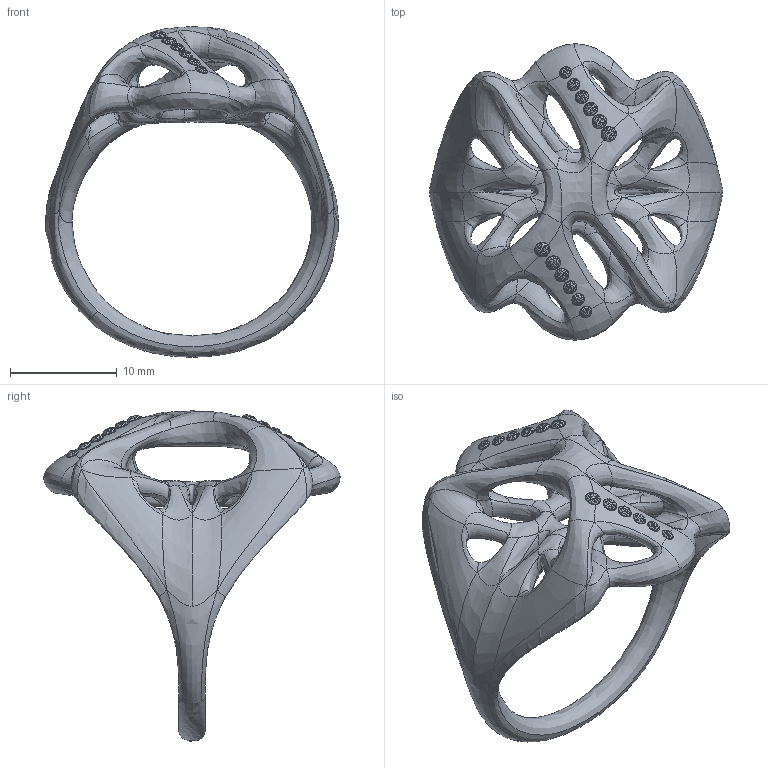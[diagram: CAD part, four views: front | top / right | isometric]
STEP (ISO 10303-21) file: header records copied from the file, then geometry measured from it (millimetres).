
FILE_DESCRIPTION(('FreeCAD Model'),'2;1');
FILE_NAME('Open CASCADE Shape Model','2025-05-04T03:12:29',('FreeCAD'),( 'FreeCAD'),'Open CASCADE STEP processor 7.6','FreeCAD','Unknown');
FILE_SCHEMA(('AUTOMOTIVE_DESIGN { 1 0 10303 214 1 1 1 1 }'));
Products named in the file (1): Open CASCADE STEP translator 7.6 1
Bounding box: 27.4 x 27.71 x 30.9 mm (x, y, z)
Volume: 1696.5 mm3; surface area: 2408.8 mm2
Topology: 14 solids, 14 shells, 1131 faces, 2114 edges, 981 vertices
Faces by surface type: bspline 1131
Entity records: 56052 total; most frequent: CARTESIAN_POINT 42184, ORIENTED_EDGE 4228, EDGE_CURVE 2114, B_SPLINE_CURVE_WITH_KNOTS 2038, FACE_BOUND 1139, EDGE_LOOP 1139, ADVANCED_FACE 1131, B_SPLINE_SURFACE_WITH_KNOTS 1055
